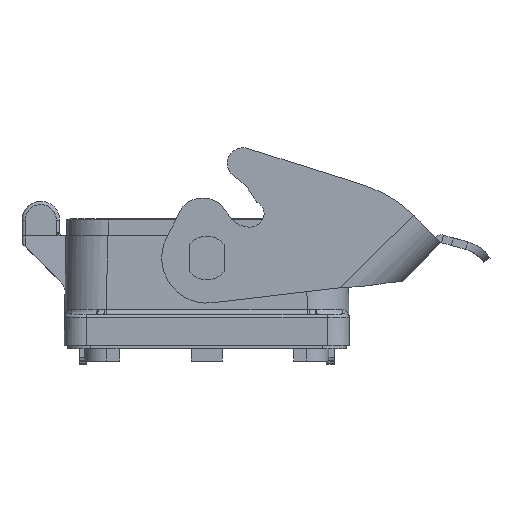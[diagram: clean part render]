
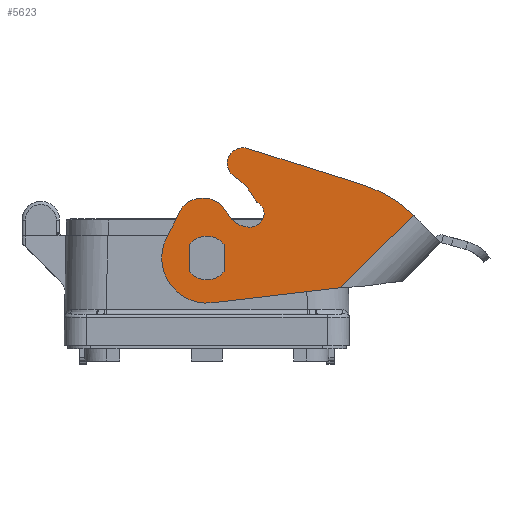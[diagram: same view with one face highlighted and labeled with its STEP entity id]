
A CAD part, left-side view. The second image highlights one B-rep face of the part: STEP entity #5623.
In plain terms, the highlighted planar face has unit normal (-1, 0, 0).
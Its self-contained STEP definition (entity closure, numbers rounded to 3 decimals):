
#4442=FACE_BOUND('',#7300,.T.);
#4443=FACE_BOUND('',#7301,.T.);
#4949=CIRCLE('',#16722,40.);
#4950=CIRCLE('',#16724,4.);
#4951=CIRCLE('',#16725,4.);
#4952=CIRCLE('',#16726,5.);
#4953=CIRCLE('',#16727,18.5);
#4954=CIRCLE('',#16728,2.);
#4955=CIRCLE('',#16729,4.);
#4956=CIRCLE('',#16730,5.);
#4957=CIRCLE('',#16731,8.);
#4958=CIRCLE('',#16732,8.7);
#4959=CIRCLE('',#16733,5.);
#4960=CIRCLE('',#16734,14.4);
#5623=ADVANCED_FACE('616',(#4442,#4443),#5956,.F.);
#5956=PLANE('',#16735);
#7300=EDGE_LOOP('',(#10627,#10628));
#7301=EDGE_LOOP('',(#10629,#10630,#10631,#10632,#10633,#10634,#10635,#10636,
#10637,#10638,#10639,#10640,#10641,#10642));
#10627=ORIENTED_EDGE('',*,*,#13476,.F.);
#10628=ORIENTED_EDGE('',*,*,#13477,.F.);
#10629=ORIENTED_EDGE('',*,*,#13474,.F.);
#10630=ORIENTED_EDGE('',*,*,#13478,.F.);
#10631=ORIENTED_EDGE('',*,*,#13479,.F.);
#10632=ORIENTED_EDGE('',*,*,#13480,.F.);
#10633=ORIENTED_EDGE('',*,*,#13481,.F.);
#10634=ORIENTED_EDGE('',*,*,#13482,.F.);
#10635=ORIENTED_EDGE('',*,*,#13483,.F.);
#10636=ORIENTED_EDGE('',*,*,#13484,.F.);
#10637=ORIENTED_EDGE('',*,*,#13485,.F.);
#10638=ORIENTED_EDGE('',*,*,#13486,.F.);
#10639=ORIENTED_EDGE('',*,*,#13487,.F.);
#10640=ORIENTED_EDGE('',*,*,#13488,.F.);
#10641=ORIENTED_EDGE('',*,*,#13458,.F.);
#10642=ORIENTED_EDGE('',*,*,#13422,.T.);
#11757=VERTEX_POINT('',#28354);
#11758=VERTEX_POINT('',#28356);
#11773=VERTEX_POINT('',#28792);
#11786=VERTEX_POINT('',#28822);
#11787=VERTEX_POINT('',#28843);
#11788=VERTEX_POINT('',#28844);
#11789=VERTEX_POINT('',#28847);
#11790=VERTEX_POINT('',#28849);
#11791=VERTEX_POINT('',#28851);
#11792=VERTEX_POINT('',#28853);
#11793=VERTEX_POINT('',#28855);
#11794=VERTEX_POINT('',#28857);
#11795=VERTEX_POINT('',#28859);
#11796=VERTEX_POINT('',#28861);
#11797=VERTEX_POINT('',#28863);
#11798=VERTEX_POINT('',#28865);
#13422=EDGE_CURVE('2154',#11758,#11757,#14489,.T.);
#13458=EDGE_CURVE('2149',#11758,#11773,#14512,.T.);
#13474=EDGE_CURVE('2209',#11786,#11757,#4949,.T.);
#13476=EDGE_CURVE('',#11787,#11788,#4950,.T.);
#13477=EDGE_CURVE('',#11788,#11787,#4951,.T.);
#13478=EDGE_CURVE('2087',#11789,#11786,#14519,.T.);
#13479=EDGE_CURVE('2088',#11790,#11789,#4952,.T.);
#13480=EDGE_CURVE('2089',#11791,#11790,#4953,.T.);
#13481=EDGE_CURVE('2090',#11792,#11791,#4954,.T.);
#13482=EDGE_CURVE('2091',#11793,#11792,#4955,.T.);
#13483=EDGE_CURVE('2092',#11794,#11793,#4956,.T.);
#13484=EDGE_CURVE('2093',#11795,#11794,#4957,.T.);
#13485=EDGE_CURVE('2094',#11796,#11795,#4958,.T.);
#13486=EDGE_CURVE('2095',#11797,#11796,#4959,.T.);
#13487=EDGE_CURVE('2096',#11798,#11797,#14520,.T.);
#13488=EDGE_CURVE('2097',#11773,#11798,#4960,.T.);
#14489=LINE('',#28355,#15509);
#14512=LINE('',#28791,#15532);
#14519=LINE('',#28846,#15539);
#14520=LINE('',#28864,#15540);
#15509=VECTOR('',#19955,1.);
#15532=VECTOR('',#20034,1.);
#15539=VECTOR('',#20073,1.);
#15540=VECTOR('',#20090,1.);
#16722=AXIS2_PLACEMENT_3D('',#28823,#20064,#20065);
#16724=AXIS2_PLACEMENT_3D('',#28842,#20069,#20070);
#16725=AXIS2_PLACEMENT_3D('',#28845,#20071,#20072);
#16726=AXIS2_PLACEMENT_3D('',#28848,#20074,#20075);
#16727=AXIS2_PLACEMENT_3D('',#28850,#20076,#20077);
#16728=AXIS2_PLACEMENT_3D('',#28852,#20078,#20079);
#16729=AXIS2_PLACEMENT_3D('',#28854,#20080,#20081);
#16730=AXIS2_PLACEMENT_3D('',#28856,#20082,#20083);
#16731=AXIS2_PLACEMENT_3D('',#28858,#20084,#20085);
#16732=AXIS2_PLACEMENT_3D('',#28860,#20086,#20087);
#16733=AXIS2_PLACEMENT_3D('',#28862,#20088,#20089);
#16734=AXIS2_PLACEMENT_3D('',#28866,#20091,#20092);
#16735=AXIS2_PLACEMENT_3D('',#28867,#20093,#20094);
#19955=DIRECTION('',(0.,-0.71,0.704));
#20034=DIRECTION('',(0.,0.993,-0.118));
#20064=DIRECTION('',(1.,0.,0.));
#20065=DIRECTION('',(0.,-0.3,0.954));
#20069=DIRECTION('',(-1.,0.,0.));
#20070=DIRECTION('',(0.,0.,-1.));
#20071=DIRECTION('',(-1.,0.,0.));
#20072=DIRECTION('',(0.,0.,-1.));
#20073=DIRECTION('',(0.,-0.954,-0.3));
#20074=DIRECTION('',(1.,0.,0.));
#20075=DIRECTION('',(0.,0.545,-0.839));
#20076=DIRECTION('',(-1.,0.,0.));
#20077=DIRECTION('',(0.,-0.901,0.433));
#20078=DIRECTION('',(1.,0.,0.));
#20079=DIRECTION('',(0.,0.493,-0.87));
#20080=DIRECTION('',(-1.,0.,0.));
#20081=DIRECTION('',(0.,-0.709,-0.706));
#20082=DIRECTION('',(-1.,0.,0.));
#20083=DIRECTION('',(0.,0.06,-0.998));
#20084=DIRECTION('',(-1.,0.,0.));
#20085=DIRECTION('',(0.,0.897,-0.441));
#20086=DIRECTION('',(1.,0.,0.));
#20087=DIRECTION('',(0.,0.689,0.724));
#20088=DIRECTION('',(1.,0.,0.));
#20089=DIRECTION('',(0.,0.889,0.458));
#20090=DIRECTION('',(0.,-0.458,0.889));
#20091=DIRECTION('',(1.,0.,0.));
#20092=DIRECTION('',(0.,-0.118,-0.993));
#20093=DIRECTION('',(1.,0.,0.));
#20094=DIRECTION('',(0.,-0.704,-0.71));
#28354=CARTESIAN_POINT('',(-70.5,-65.92,41.585));
#28355=CARTESIAN_POINT('',(-70.5,-42.574,18.44));
#28356=CARTESIAN_POINT('',(-70.5,-42.574,18.44));
#28791=CARTESIAN_POINT('',(-70.5,-42.574,18.44));
#28792=CARTESIAN_POINT('',(-70.5,-1.693,13.6));
#28822=CARTESIAN_POINT('',(-70.5,-49.765,51.325));
#28823=CARTESIAN_POINT('',(-70.5,-37.772,13.165));
#28842=CARTESIAN_POINT('',(-70.5,0.,27.9));
#28843=CARTESIAN_POINT('',(-70.5,0.,23.9));
#28844=CARTESIAN_POINT('',(-70.5,0.,31.9));
#28845=CARTESIAN_POINT('',(-70.5,0.,27.9));
#28846=CARTESIAN_POINT('',(-70.5,-13.061,62.861));
#28847=CARTESIAN_POINT('',(-70.5,-13.061,62.861));
#28848=CARTESIAN_POINT('',(-70.5,-11.562,58.091));
#28849=CARTESIAN_POINT('',(-70.5,-8.838,53.898));
#28850=CARTESIAN_POINT('',(-70.5,1.242,38.386));
#28851=CARTESIAN_POINT('',(-70.5,-15.429,46.405));
#28852=CARTESIAN_POINT('',(-70.5,-17.231,47.272));
#28853=CARTESIAN_POINT('',(-70.5,-16.246,45.532));
#28854=CARTESIAN_POINT('',(-70.5,-14.274,42.051));
#28855=CARTESIAN_POINT('',(-70.5,-17.109,39.229));
#28856=CARTESIAN_POINT('',(-70.5,-13.565,42.757));
#28857=CARTESIAN_POINT('',(-70.5,-13.266,37.766));
#28858=CARTESIAN_POINT('',(-70.5,-13.745,45.752));
#28859=CARTESIAN_POINT('',(-70.5,-6.566,42.223));
#28860=CARTESIAN_POINT('',(-70.5,1.242,38.386));
#28861=CARTESIAN_POINT('',(-70.5,7.24,44.688));
#28862=CARTESIAN_POINT('',(-70.5,3.793,41.066));
#28863=CARTESIAN_POINT('',(-70.5,8.238,43.355));
#28864=CARTESIAN_POINT('',(-70.5,12.802,34.493));
#28865=CARTESIAN_POINT('',(-70.5,12.802,34.493));
#28866=CARTESIAN_POINT('',(-70.5,0.,27.9));
#28867=CARTESIAN_POINT('',(-70.5,-106.48,-23.755));
